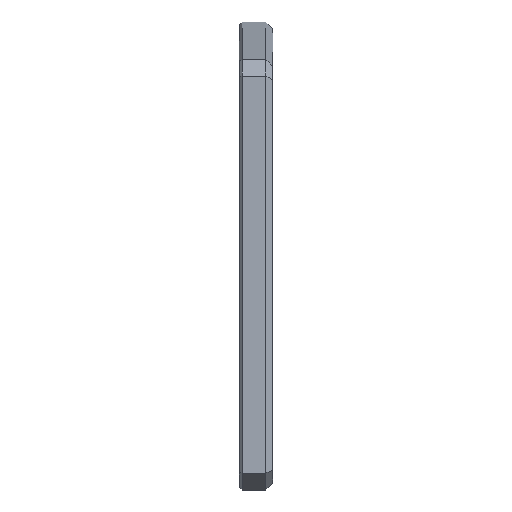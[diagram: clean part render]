
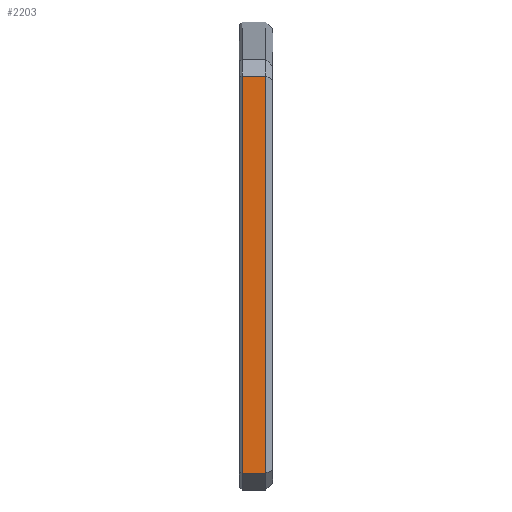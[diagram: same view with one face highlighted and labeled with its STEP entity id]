
A CAD part, front view. The second image highlights one B-rep face of the part: STEP entity #2203.
In plain terms, the highlighted planar face has unit normal (0, -1, 0).
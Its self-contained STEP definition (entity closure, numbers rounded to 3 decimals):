
#162=PLANE('',#2446);
#253=FACE_OUTER_BOUND('',#448,.T.);
#448=EDGE_LOOP('',(#1805,#1806,#1807,#1808));
#611=LINE('',#3607,#782);
#616=LINE('',#3617,#787);
#621=LINE('',#3627,#792);
#622=LINE('',#3628,#793);
#782=VECTOR('',#2924,10.);
#787=VECTOR('',#2933,10.);
#792=VECTOR('',#2944,10.);
#793=VECTOR('',#2945,10.);
#1144=VERTEX_POINT('',#3603);
#1145=VERTEX_POINT('',#3605);
#1147=VERTEX_POINT('',#3613);
#1148=VERTEX_POINT('',#3615);
#1376=EDGE_CURVE('',#1144,#1145,#611,.T.);
#1381=EDGE_CURVE('',#1147,#1148,#616,.T.);
#1386=EDGE_CURVE('',#1145,#1147,#621,.F.);
#1387=EDGE_CURVE('',#1144,#1148,#622,.T.);
#1805=ORIENTED_EDGE('',*,*,#1376,.T.);
#1806=ORIENTED_EDGE('',*,*,#1386,.T.);
#1807=ORIENTED_EDGE('',*,*,#1381,.T.);
#1808=ORIENTED_EDGE('',*,*,#1387,.F.);
#2203=ADVANCED_FACE('',(#253),#162,.F.);
#2446=AXIS2_PLACEMENT_3D('',#3626,#2942,#2943);
#2924=DIRECTION('',(0.,0.,-1.));
#2933=DIRECTION('',(0.,0.,1.));
#2942=DIRECTION('center_axis',(0.,1.,0.));
#2943=DIRECTION('ref_axis',(0.,0.,1.));
#2944=DIRECTION('',(-1.,0.,0.));
#2945=DIRECTION('',(1.,0.,0.));
#3603=CARTESIAN_POINT('',(700.,3.798,241.64));
#3605=CARTESIAN_POINT('',(700.,3.798,98.64));
#3607=CARTESIAN_POINT('',(700.,3.798,138.515));
#3613=CARTESIAN_POINT('',(708.5,3.798,98.64));
#3615=CARTESIAN_POINT('',(708.5,3.798,241.64));
#3617=CARTESIAN_POINT('',(708.5,3.798,138.515));
#3626=CARTESIAN_POINT('Origin',(699.,3.798,100.14));
#3627=CARTESIAN_POINT('',(699.,3.798,98.64));
#3628=CARTESIAN_POINT('',(699.,3.798,241.64));
